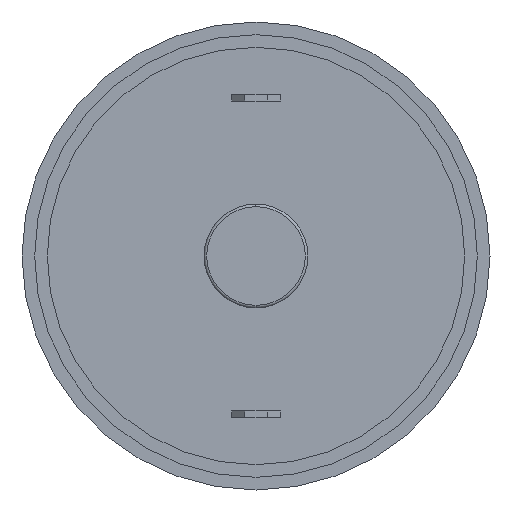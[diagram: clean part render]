
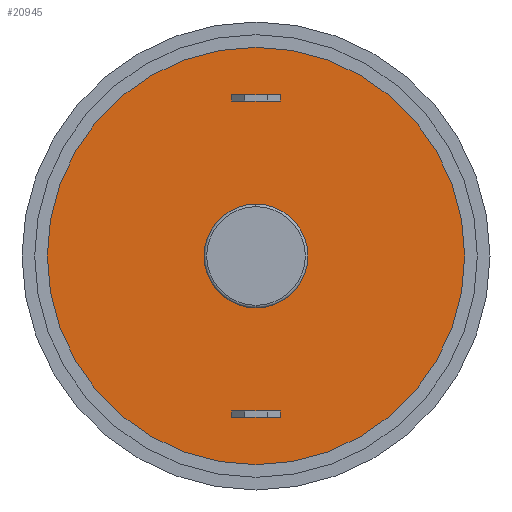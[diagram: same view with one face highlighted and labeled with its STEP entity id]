
A CAD part, front view. The second image highlights one B-rep face of the part: STEP entity #20945.
In plain terms, the highlighted face is planar.
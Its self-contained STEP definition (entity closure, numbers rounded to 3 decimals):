
#20060=CARTESIAN_POINT('',(29.5,0.,0.));
#20061=DIRECTION('',(1.,0.,0.));
#20062=DIRECTION('',(0.,0.,-1.));
#20063=AXIS2_PLACEMENT_3D('',#20060,#20061,#20062);
#20065=CARTESIAN_POINT('',(29.5,0.,0.));
#20066=DIRECTION('',(-1.,0.,0.));
#20067=DIRECTION('',(0.,0.,-1.));
#20068=AXIS2_PLACEMENT_3D('',#20065,#20066,#20067);
#20070=DIRECTION('',(0.,0.,1.));
#20071=VECTOR('',#20070,0.5);
#20072=CARTESIAN_POINT('',(29.5,1.9,-12.75));
#20073=LINE('',#20072,#20071);
#20074=DIRECTION('',(0.,-1.,0.));
#20075=VECTOR('',#20074,3.8);
#20076=CARTESIAN_POINT('',(29.5,1.9,-12.25));
#20077=LINE('',#20076,#20075);
#20078=DIRECTION('',(0.,0.,-1.));
#20079=VECTOR('',#20078,0.5);
#20080=CARTESIAN_POINT('',(29.5,-1.9,-12.25));
#20081=LINE('',#20080,#20079);
#20082=DIRECTION('',(0.,1.,0.));
#20083=VECTOR('',#20082,3.8);
#20084=CARTESIAN_POINT('',(29.5,-1.9,-12.75));
#20085=LINE('',#20084,#20083);
#20086=DIRECTION('',(0.,-1.,0.));
#20087=VECTOR('',#20086,3.8);
#20088=CARTESIAN_POINT('',(29.5,1.9,12.75));
#20089=LINE('',#20088,#20087);
#20090=DIRECTION('',(0.,0.,-1.));
#20091=VECTOR('',#20090,0.5);
#20092=CARTESIAN_POINT('',(29.5,-1.9,12.75));
#20093=LINE('',#20092,#20091);
#20094=DIRECTION('',(0.,1.,0.));
#20095=VECTOR('',#20094,3.8);
#20096=CARTESIAN_POINT('',(29.5,-1.9,12.25));
#20097=LINE('',#20096,#20095);
#20098=DIRECTION('',(0.,0.,1.));
#20099=VECTOR('',#20098,0.5);
#20100=CARTESIAN_POINT('',(29.5,1.9,12.25));
#20101=LINE('',#20100,#20099);
#20111=CARTESIAN_POINT('',(29.5,0.,0.));
#20112=DIRECTION('',(-1.,0.,0.));
#20113=DIRECTION('',(0.,0.,-1.));
#20114=AXIS2_PLACEMENT_3D('',#20111,#20112,#20113);
#20281=CARTESIAN_POINT('',(29.5,0.,0.));
#20282=DIRECTION('',(1.,0.,0.));
#20283=DIRECTION('',(0.,0.,-1.));
#20284=AXIS2_PLACEMENT_3D('',#20281,#20282,#20283);
#20666=CARTESIAN_POINT('',(29.5,0.,-16.5));
#20667=CARTESIAN_POINT('',(29.5,0.,16.5));
#20668=VERTEX_POINT('',#20666);
#20669=VERTEX_POINT('',#20667);
#20750=CARTESIAN_POINT('',(29.5,1.9,-12.75));
#20751=CARTESIAN_POINT('',(29.5,1.9,-12.25));
#20752=VERTEX_POINT('',#20750);
#20753=VERTEX_POINT('',#20751);
#20754=CARTESIAN_POINT('',(29.5,-1.9,-12.25));
#20755=VERTEX_POINT('',#20754);
#20756=CARTESIAN_POINT('',(29.5,-1.9,-12.75));
#20757=VERTEX_POINT('',#20756);
#20758=CARTESIAN_POINT('',(29.5,1.9,12.75));
#20759=CARTESIAN_POINT('',(29.5,-1.9,12.75));
#20760=VERTEX_POINT('',#20758);
#20761=VERTEX_POINT('',#20759);
#20762=CARTESIAN_POINT('',(29.5,-1.9,12.25));
#20763=VERTEX_POINT('',#20762);
#20764=CARTESIAN_POINT('',(29.5,1.9,12.25));
#20765=VERTEX_POINT('',#20764);
#20798=CARTESIAN_POINT('',(29.5,0.,-4.1));
#20799=CARTESIAN_POINT('',(29.5,0.,4.1));
#20800=VERTEX_POINT('',#20798);
#20801=VERTEX_POINT('',#20799);
#20910=CARTESIAN_POINT('',(29.5,0.,0.));
#20911=DIRECTION('',(1.,0.,0.));
#20912=DIRECTION('',(0.,0.,1.));
#20913=AXIS2_PLACEMENT_3D('',#20910,#20911,#20912);
#20914=PLANE('',#20913);
#20916=ORIENTED_EDGE('',*,*,#20915,.T.);
#20918=ORIENTED_EDGE('',*,*,#20917,.F.);
#20919=EDGE_LOOP('',(#20916,#20918));
#20920=FACE_OUTER_BOUND('',#20919,.F.);
#20921=ORIENTED_EDGE('',*,*,#20877,.T.);
#20922=ORIENTED_EDGE('',*,*,#20892,.F.);
#20923=EDGE_LOOP('',(#20921,#20922));
#20924=FACE_BOUND('',#20923,.F.);
#20926=ORIENTED_EDGE('',*,*,#20925,.T.);
#20928=ORIENTED_EDGE('',*,*,#20927,.T.);
#20930=ORIENTED_EDGE('',*,*,#20929,.T.);
#20932=ORIENTED_EDGE('',*,*,#20931,.T.);
#20933=EDGE_LOOP('',(#20926,#20928,#20930,#20932));
#20934=FACE_BOUND('',#20933,.F.);
#20936=ORIENTED_EDGE('',*,*,#20935,.T.);
#20938=ORIENTED_EDGE('',*,*,#20937,.T.);
#20940=ORIENTED_EDGE('',*,*,#20939,.T.);
#20942=ORIENTED_EDGE('',*,*,#20941,.T.);
#20943=EDGE_LOOP('',(#20936,#20938,#20940,#20942));
#20944=FACE_BOUND('',#20943,.F.);
#20064=CIRCLE('',#20063,4.1);
#20069=CIRCLE('',#20068,4.1);
#20115=CIRCLE('',#20114,16.5);
#20285=CIRCLE('',#20284,16.5);
#20877=EDGE_CURVE('',#20800,#20801,#20064,.T.);
#20892=EDGE_CURVE('',#20800,#20801,#20069,.T.);
#20915=EDGE_CURVE('',#20668,#20669,#20115,.T.);
#20917=EDGE_CURVE('',#20668,#20669,#20285,.T.);
#20925=EDGE_CURVE('',#20752,#20753,#20073,.T.);
#20927=EDGE_CURVE('',#20753,#20755,#20077,.T.);
#20929=EDGE_CURVE('',#20755,#20757,#20081,.T.);
#20931=EDGE_CURVE('',#20757,#20752,#20085,.T.);
#20935=EDGE_CURVE('',#20760,#20761,#20089,.T.);
#20937=EDGE_CURVE('',#20761,#20763,#20093,.T.);
#20939=EDGE_CURVE('',#20763,#20765,#20097,.T.);
#20941=EDGE_CURVE('',#20765,#20760,#20101,.T.);
#20945=ADVANCED_FACE('',(#20920,#20924,#20934,#20944),#20914,.T.);
